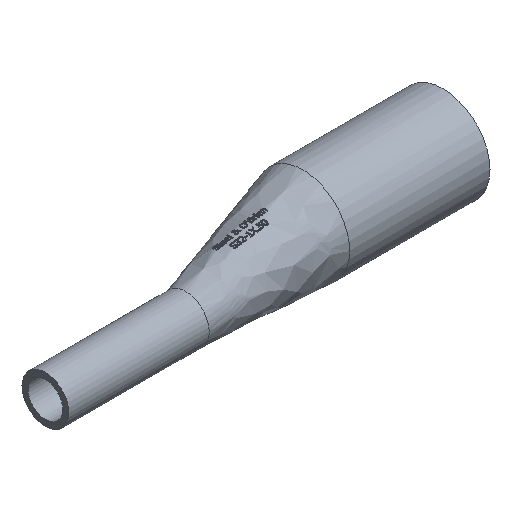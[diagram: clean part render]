
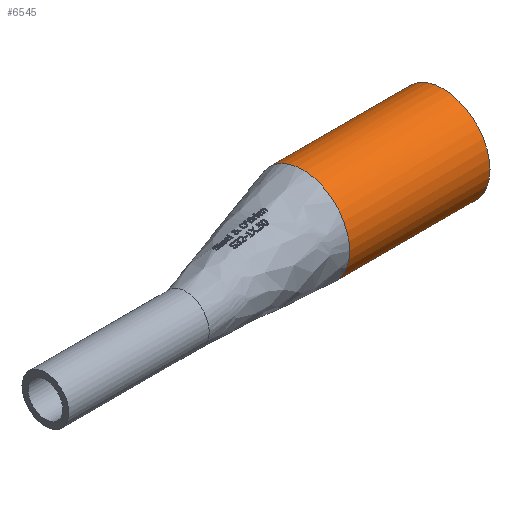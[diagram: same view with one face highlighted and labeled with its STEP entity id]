
A CAD part, isometric view. The second image highlights one B-rep face of the part: STEP entity #6545.
In plain terms, the highlighted cylindrical face has radius 12.7 mm (diameter 25.4 mm), a full revolution.
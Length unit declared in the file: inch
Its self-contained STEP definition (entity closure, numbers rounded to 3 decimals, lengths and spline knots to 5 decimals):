
#14=CYLINDRICAL_SURFACE('',#6769,0.5);
#81=FACE_BOUND('',#1778,.T.);
#196=CIRCLE('',#6761,0.5);
#197=CIRCLE('',#6762,0.5);
#203=CIRCLE('',#6770,0.5);
#1380=FACE_OUTER_BOUND('',#1777,.T.);
#1777=EDGE_LOOP('',(#5933,#5934));
#1778=EDGE_LOOP('',(#5935));
#2960=VERTEX_POINT('',#15138);
#2961=VERTEX_POINT('',#15141);
#2967=VERTEX_POINT('',#15224);
#3951=EDGE_CURVE('',#2961,#2960,#196,.T.);
#3952=EDGE_CURVE('',#2960,#2961,#197,.T.);
#3959=EDGE_CURVE('',#2967,#2967,#203,.T.);
#5933=ORIENTED_EDGE('',*,*,#3951,.T.);
#5934=ORIENTED_EDGE('',*,*,#3952,.T.);
#5935=ORIENTED_EDGE('',*,*,#3959,.F.);
#6545=ADVANCED_FACE('',(#1380,#81),#14,.T.);
#6761=AXIS2_PLACEMENT_3D('',#15142,#7536,#7537);
#6762=AXIS2_PLACEMENT_3D('',#15143,#7538,#7539);
#6769=AXIS2_PLACEMENT_3D('',#15223,#7552,#7553);
#6770=AXIS2_PLACEMENT_3D('',#15225,#7554,#7555);
#7536=DIRECTION('center_axis',(1.,0.,0.));
#7537=DIRECTION('ref_axis',(0.,0.,-1.));
#7538=DIRECTION('center_axis',(1.,0.,0.));
#7539=DIRECTION('ref_axis',(0.,0.,-1.));
#7552=DIRECTION('center_axis',(-1.,0.,0.));
#7553=DIRECTION('ref_axis',(0.,0.,-1.));
#7554=DIRECTION('center_axis',(1.,0.,0.));
#7555=DIRECTION('ref_axis',(0.,0.,-1.));
#15138=CARTESIAN_POINT('',(1.,0.48683,-0.49983));
#15141=CARTESIAN_POINT('',(1.,0.,0.));
#15142=CARTESIAN_POINT('Origin',(1.,0.5,0.));
#15143=CARTESIAN_POINT('Origin',(1.,0.5,0.));
#15223=CARTESIAN_POINT('Origin',(2.5,0.5,0.));
#15224=CARTESIAN_POINT('',(2.5,0.5,0.5));
#15225=CARTESIAN_POINT('Origin',(2.5,0.5,0.));
